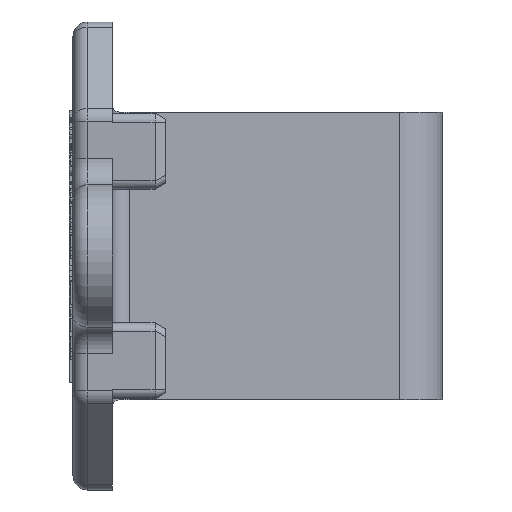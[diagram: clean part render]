
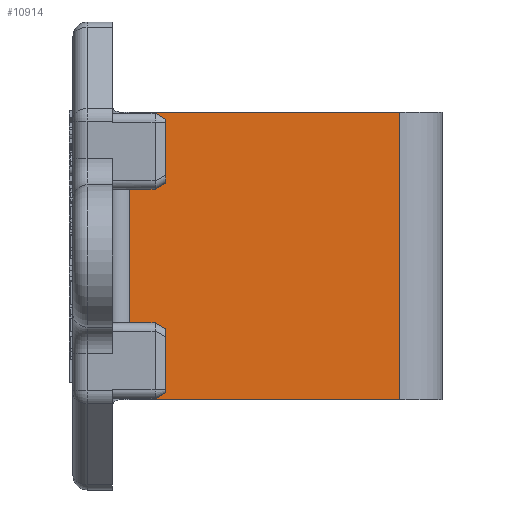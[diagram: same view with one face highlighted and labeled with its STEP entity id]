
A CAD part, left-side view. The second image highlights one B-rep face of the part: STEP entity #10914.
In plain terms, the highlighted planar face has unit normal (-0.999, -0.035, 0).
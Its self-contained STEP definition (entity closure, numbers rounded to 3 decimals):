
#559=ORIENTED_EDGE('',*,*,#3819,.F.);
#560=ORIENTED_EDGE('',*,*,#3820,.F.);
#561=ORIENTED_EDGE('',*,*,#3821,.T.);
#562=ORIENTED_EDGE('',*,*,#3822,.F.);
#3819=EDGE_CURVE('',#5442,#5443,#6508,.T.);
#3820=EDGE_CURVE('',#5444,#5442,#6509,.T.);
#3821=EDGE_CURVE('',#5444,#5445,#6510,.T.);
#3822=EDGE_CURVE('',#5443,#5445,#6511,.T.);
#5442=VERTEX_POINT('',#15402);
#5443=VERTEX_POINT('',#15403);
#5444=VERTEX_POINT('',#15405);
#5445=VERTEX_POINT('',#15407);
#6508=LINE('',#15401,#7824);
#6509=LINE('',#15404,#7825);
#6510=LINE('',#15406,#7826);
#6511=LINE('',#15408,#7827);
#7824=VECTOR('',#12461,1000.);
#7825=VECTOR('',#12462,1000.);
#7826=VECTOR('',#12463,1000.);
#7827=VECTOR('',#12464,1000.);
#9119=EDGE_LOOP('',(#559,#560,#561,#562));
#9781=FACE_BOUND('',#9119,.T.);
#10435=PLANE('',#11565);
#10914=ADVANCED_FACE('',(#9781),#10435,.T.);
#11565=AXIS2_PLACEMENT_3D('',#15400,#12459,#12460);
#12459=DIRECTION('',(-0.999,-0.035,0.));
#12460=DIRECTION('',(0.035,-0.999,0.));
#12461=DIRECTION('',(0.035,-0.999,0.));
#12462=DIRECTION('',(0.,0.,1.));
#12463=DIRECTION('',(0.035,-0.999,0.));
#12464=DIRECTION('',(0.,0.,-1.));
#15400=CARTESIAN_POINT('',(180.4,39.5,191.95));
#15401=CARTESIAN_POINT('',(181.699,2.302,208.05));
#15402=CARTESIAN_POINT('',(180.399,39.535,208.05));
#15403=CARTESIAN_POINT('',(180.927,24.413,208.05));
#15404=CARTESIAN_POINT('',(180.399,39.535,191.95));
#15405=CARTESIAN_POINT('',(180.399,39.535,191.95));
#15406=CARTESIAN_POINT('',(181.699,2.302,191.95));
#15407=CARTESIAN_POINT('',(180.927,24.413,191.95));
#15408=CARTESIAN_POINT('',(180.927,24.413,191.95));
